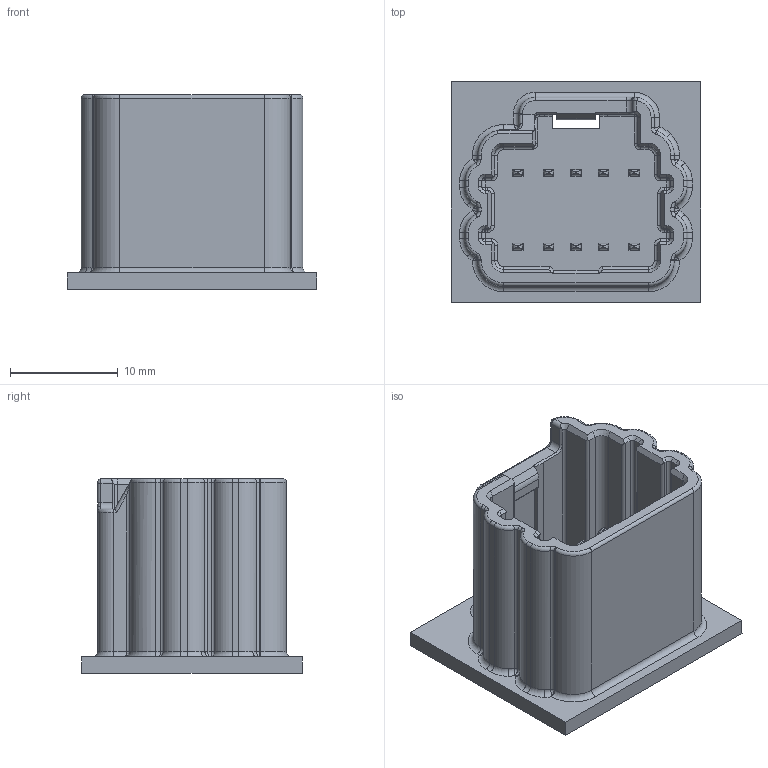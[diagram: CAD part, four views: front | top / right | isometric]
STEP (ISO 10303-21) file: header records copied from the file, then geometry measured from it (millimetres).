
FILE_DESCRIPTION(('CATIA V5 STEP Exchange','CAx-IF Rec.Pracs.--- Model Styling and Organization---1.4--- 2014-01-23'),'2;1');
FILE_NAME('10W INTERFACE KEY D.stp','2023-03-21T12:11:42+00:00',('none'),('none'),'CATIA Version 5-6 Release 2017 SP5 HF58','CATIA V5 STEP AP214','none');
FILE_SCHEMA(('AUTOMOTIVE_DESIGN { 1 0 10303 214 1 1 1 1 }'));
Length unit declared in the file: millimetre
Products named in the file (4): MATING INTERFACE; 1.2mm_10wITF-MASMA; 1.2mm_ITF-MBLD; 1.2mm10wITF-MHSGD
Assembly tree (12 placements, depth 3):
  MATING INTERFACE
    1.2mm_10wITF-MASMA
      1.2mm_ITF-MBLD  x10
    1.2mm10wITF-MHSGD
Bounding box: 23.1 x 20.4 x 18 mm (x, y, z)
Volume: 2327.2 mm3; surface area: 3431.5 mm2
Topology: 11 solids, 11 shells, 445 faces, 1100 edges, 650 vertices
Faces by surface type: cylinder 177, plane 159, torus 56, bspline 21, sphere 17, cone 15
Entity records: 11032 total; most frequent: CARTESIAN_POINT 3282, ORIENTED_EDGE 1606, DIRECTION 1309, EDGE_CURVE 803, AXIS2_PLACEMENT_3D 597, VERTEX_POINT 470, VECTOR 404, LINE 404
